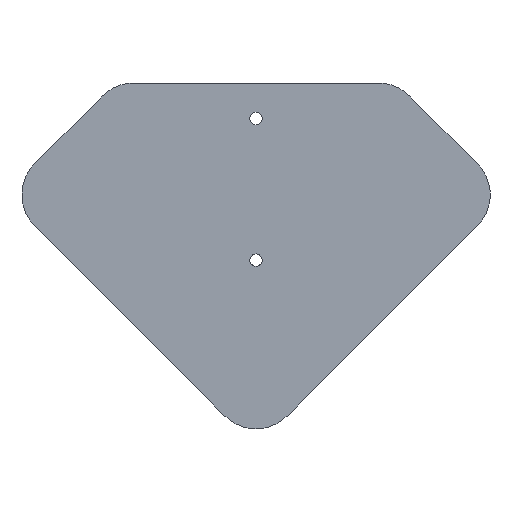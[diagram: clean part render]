
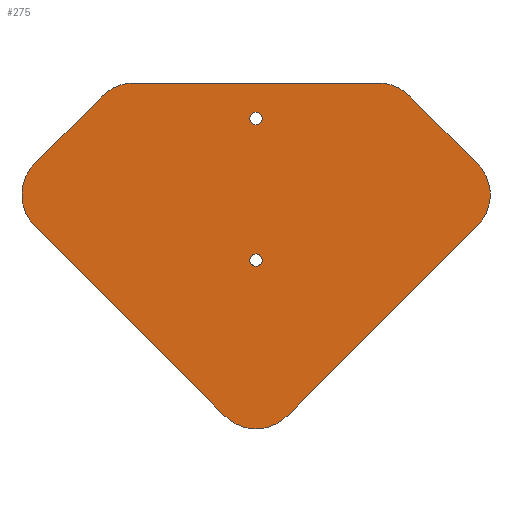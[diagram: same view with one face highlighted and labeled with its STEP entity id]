
A CAD part, front view. The second image highlights one B-rep face of the part: STEP entity #275.
In plain terms, the highlighted planar face has unit normal (0, -1, 0).
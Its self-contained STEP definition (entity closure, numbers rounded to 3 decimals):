
#26 = CARTESIAN_POINT ( 'NONE',  ( -64.01, 0., -64.01 ) ) ;
#275 = ADVANCED_FACE ( 'NONE', ( #2187, #4531, #5954 ), #2895, .T. ) ;
#288 = ORIENTED_EDGE ( 'NONE', *, *, #5852, .F. ) ;
#409 = EDGE_LOOP ( 'NONE', ( #2425, #5145, #4786, #6243, #421, #7082, #8991, #902, #6962, #7177, #1215 ) ) ;
#421 = ORIENTED_EDGE ( 'NONE', *, *, #5117, .F. ) ;
#454 = VERTEX_POINT ( 'NONE', #6302 ) ;
#619 = VERTEX_POINT ( 'NONE', #7213 ) ;
#644 = CARTESIAN_POINT ( 'NONE',  ( 0., 0., -14.18 ) ) ;
#647 = CARTESIAN_POINT ( 'NONE',  ( 0., 0., -121.59 ) ) ;
#703 = EDGE_CURVE ( 'NONE', #2703, #6059, #9163, .T. ) ;
#726 = VERTEX_POINT ( 'NONE', #1320 ) ;
#902 = ORIENTED_EDGE ( 'NONE', *, *, #9918, .T. ) ;
#1041 = CARTESIAN_POINT ( 'NONE',  ( 0., 0., -9.82 ) ) ;
#1043 = VERTEX_POINT ( 'NONE', #8588 ) ;
#1152 = DIRECTION ( 'NONE',  ( -0.707, 0., -0.707 ) ) ;
#1215 = ORIENTED_EDGE ( 'NONE', *, *, #9548, .F. ) ;
#1320 = CARTESIAN_POINT ( 'NONE',  ( 54.261, 0., -4.023 ) ) ;
#1323 = VERTEX_POINT ( 'NONE', #9178 ) ;
#1419 = DIRECTION ( 'NONE',  ( 0., -1., 0. ) ) ;
#1538 = CARTESIAN_POINT ( 'NONE',  ( 0., 0., -106.066 ) ) ;
#1682 = AXIS2_PLACEMENT_3D ( 'NONE', #3409, #8749, #1744 ) ;
#1744 = DIRECTION ( 'NONE',  ( 0., 0., -1. ) ) ;
#1938 = CARTESIAN_POINT ( 'NONE',  ( -78.152, 0., -49.868 ) ) ;
#1990 = DIRECTION ( 'NONE',  ( 0., -1., 0. ) ) ;
#1994 = EDGE_LOOP ( 'NONE', ( #3578, #288 ) ) ;
#2187 = FACE_BOUND ( 'NONE', #1994, .T. ) ;
#2280 = DIRECTION ( 'NONE',  ( 0., -1., 0. ) ) ;
#2425 = ORIENTED_EDGE ( 'NONE', *, *, #4375, .T. ) ;
#2483 = CIRCLE ( 'NONE', #8592, 15.524 ) ;
#2491 = DIRECTION ( 'NONE',  ( 0., -1., 0. ) ) ;
#2579 = CARTESIAN_POINT ( 'NONE',  ( 78.152, 0., -49.868 ) ) ;
#2585 = CARTESIAN_POINT ( 'NONE',  ( 0., 0., -59.82 ) ) ;
#2615 = LINE ( 'NONE', #9607, #8747 ) ;
#2663 = VECTOR ( 'NONE', #8408, 1000. ) ;
#2703 = VERTEX_POINT ( 'NONE', #1041 ) ;
#2704 = DIRECTION ( 'NONE',  ( 0., 0., -1. ) ) ;
#2822 = AXIS2_PLACEMENT_3D ( 'NONE', #6019, #9848, #2954 ) ;
#2847 = VERTEX_POINT ( 'NONE', #8387 ) ;
#2895 = PLANE ( 'NONE',  #2915 ) ;
#2915 = AXIS2_PLACEMENT_3D ( 'NONE', #9828, #2280, #5249 ) ;
#2949 = AXIS2_PLACEMENT_3D ( 'NONE', #8994, #1990, #2704 ) ;
#2954 = DIRECTION ( 'NONE',  ( 0., 0., -1. ) ) ;
#3376 = CIRCLE ( 'NONE', #8036, 2.18 ) ;
#3409 = CARTESIAN_POINT ( 'NONE',  ( 43.284, 0., -15. ) ) ;
#3480 = DIRECTION ( 'NONE',  ( 0., -1., 0. ) ) ;
#3578 = ORIENTED_EDGE ( 'NONE', *, *, #703, .F. ) ;
#3589 = EDGE_CURVE ( 'NONE', #8516, #619, #9089, .T. ) ;
#3604 = DIRECTION ( 'NONE',  ( 0., -1., 0. ) ) ;
#3627 = AXIS2_PLACEMENT_3D ( 'NONE', #1538, #6221, #9302 ) ;
#3660 = CARTESIAN_POINT ( 'NONE',  ( -43.284, 0., 0.524 ) ) ;
#3751 = CARTESIAN_POINT ( 'NONE',  ( 0., 0., -12. ) ) ;
#3967 = VERTEX_POINT ( 'NONE', #3660 ) ;
#3986 = ORIENTED_EDGE ( 'NONE', *, *, #9184, .F. ) ;
#4110 = DIRECTION ( 'NONE',  ( 0.707, 0., 0.707 ) ) ;
#4234 = CIRCLE ( 'NONE', #8591, 2.18 ) ;
#4375 = EDGE_CURVE ( 'NONE', #1323, #5315, #2483, .T. ) ;
#4403 = DIRECTION ( 'NONE',  ( 0., 0., -1. ) ) ;
#4424 = VERTEX_POINT ( 'NONE', #8375 ) ;
#4531 = FACE_BOUND ( 'NONE', #4868, .T. ) ;
#4585 = LINE ( 'NONE', #7070, #7877 ) ;
#4652 = VERTEX_POINT ( 'NONE', #2579 ) ;
#4786 = ORIENTED_EDGE ( 'NONE', *, *, #5417, .T. ) ;
#4868 = EDGE_LOOP ( 'NONE', ( #3986, #8943 ) ) ;
#5098 = DIRECTION ( 'NONE',  ( 0., 0., -1. ) ) ;
#5117 = EDGE_CURVE ( 'NONE', #4652, #619, #2615, .T. ) ;
#5145 = ORIENTED_EDGE ( 'NONE', *, *, #5605, .F. ) ;
#5159 = DIRECTION ( 'NONE',  ( 0., -1., 0. ) ) ;
#5249 = DIRECTION ( 'NONE',  ( 0., 0., -1. ) ) ;
#5315 = VERTEX_POINT ( 'NONE', #1938 ) ;
#5323 = CARTESIAN_POINT ( 'NONE',  ( 0., 0., 0.524 ) ) ;
#5346 = AXIS2_PLACEMENT_3D ( 'NONE', #9693, #3604, #5098 ) ;
#5417 = EDGE_CURVE ( 'NONE', #2847, #8516, #5850, .T. ) ;
#5509 = VECTOR ( 'NONE', #6244, 1000. ) ;
#5568 = DIRECTION ( 'NONE',  ( 0., 0., -1. ) ) ;
#5605 = EDGE_CURVE ( 'NONE', #2847, #5315, #9233, .T. ) ;
#5850 = CIRCLE ( 'NONE', #5346, 15.524 ) ;
#5852 = EDGE_CURVE ( 'NONE', #6059, #2703, #3376, .T. ) ;
#5954 = FACE_OUTER_BOUND ( 'NONE', #409, .T. ) ;
#5995 = DIRECTION ( 'NONE',  ( 0., 0., -1. ) ) ;
#6019 = CARTESIAN_POINT ( 'NONE',  ( 67.175, 0., -38.891 ) ) ;
#6041 = DIRECTION ( 'NONE',  ( 0., -1., 0. ) ) ;
#6059 = VERTEX_POINT ( 'NONE', #644 ) ;
#6221 = DIRECTION ( 'NONE',  ( 0., -1., 0. ) ) ;
#6243 = ORIENTED_EDGE ( 'NONE', *, *, #3589, .T. ) ;
#6244 = DIRECTION ( 'NONE',  ( -0.707, 0., 0.707 ) ) ;
#6302 = CARTESIAN_POINT ( 'NONE',  ( -54.261, 0., -4.023 ) ) ;
#6369 = CARTESIAN_POINT ( 'NONE',  ( 0., 0., -62. ) ) ;
#6496 = CARTESIAN_POINT ( 'NONE',  ( -25.119, 0., 25.119 ) ) ;
#6668 = EDGE_CURVE ( 'NONE', #726, #4424, #4585, .T. ) ;
#6962 = ORIENTED_EDGE ( 'NONE', *, *, #9367, .F. ) ;
#7052 = LINE ( 'NONE', #5323, #2663 ) ;
#7070 = CARTESIAN_POINT ( 'NONE',  ( 25.119, 0., 25.119 ) ) ;
#7074 = DIRECTION ( 'NONE',  ( 0., 0., -1. ) ) ;
#7082 = ORIENTED_EDGE ( 'NONE', *, *, #9613, .T. ) ;
#7165 = CIRCLE ( 'NONE', #2822, 15.524 ) ;
#7177 = ORIENTED_EDGE ( 'NONE', *, *, #8945, .T. ) ;
#7203 = CARTESIAN_POINT ( 'NONE',  ( 0., 0., -62. ) ) ;
#7213 = CARTESIAN_POINT ( 'NONE',  ( 10.977, 0., -117.043 ) ) ;
#7289 = VERTEX_POINT ( 'NONE', #8505 ) ;
#7411 = AXIS2_PLACEMENT_3D ( 'NONE', #3751, #5159, #4403 ) ;
#7627 = DIRECTION ( 'NONE',  ( 0.707, 0., -0.707 ) ) ;
#7877 = VECTOR ( 'NONE', #7627, 1000. ) ;
#7965 = VECTOR ( 'NONE', #4110, 1000. ) ;
#8004 = DIRECTION ( 'NONE',  ( 0., 0., -1. ) ) ;
#8036 = AXIS2_PLACEMENT_3D ( 'NONE', #8548, #6041, #5568 ) ;
#8112 = VERTEX_POINT ( 'NONE', #2585 ) ;
#8289 = CIRCLE ( 'NONE', #1682, 15.524 ) ;
#8375 = CARTESIAN_POINT ( 'NONE',  ( 78.152, 0., -27.914 ) ) ;
#8387 = CARTESIAN_POINT ( 'NONE',  ( -10.977, 0., -117.043 ) ) ;
#8389 = EDGE_CURVE ( 'NONE', #1043, #8112, #9224, .T. ) ;
#8408 = DIRECTION ( 'NONE',  ( 1., 0., 0. ) ) ;
#8424 = CARTESIAN_POINT ( 'NONE',  ( -67.175, 0., -38.891 ) ) ;
#8505 = CARTESIAN_POINT ( 'NONE',  ( 43.284, 0., 0.524 ) ) ;
#8516 = VERTEX_POINT ( 'NONE', #647 ) ;
#8548 = CARTESIAN_POINT ( 'NONE',  ( 0., 0., -12. ) ) ;
#8588 = CARTESIAN_POINT ( 'NONE',  ( 0., 0., -64.18 ) ) ;
#8591 = AXIS2_PLACEMENT_3D ( 'NONE', #6369, #2491, #7074 ) ;
#8592 = AXIS2_PLACEMENT_3D ( 'NONE', #8424, #1419, #5995 ) ;
#8747 = VECTOR ( 'NONE', #1152, 1000. ) ;
#8749 = DIRECTION ( 'NONE',  ( 0., -1., 0. ) ) ;
#8943 = ORIENTED_EDGE ( 'NONE', *, *, #8389, .F. ) ;
#8945 = EDGE_CURVE ( 'NONE', #3967, #454, #9557, .T. ) ;
#8991 = ORIENTED_EDGE ( 'NONE', *, *, #6668, .F. ) ;
#8994 = CARTESIAN_POINT ( 'NONE',  ( -43.284, 0., -15. ) ) ;
#9056 = AXIS2_PLACEMENT_3D ( 'NONE', #7203, #3480, #8004 ) ;
#9089 = CIRCLE ( 'NONE', #3627, 15.524 ) ;
#9163 = CIRCLE ( 'NONE', #7411, 2.18 ) ;
#9178 = CARTESIAN_POINT ( 'NONE',  ( -78.152, 0., -27.914 ) ) ;
#9184 = EDGE_CURVE ( 'NONE', #8112, #1043, #4234, .T. ) ;
#9224 = CIRCLE ( 'NONE', #9056, 2.18 ) ;
#9233 = LINE ( 'NONE', #26, #5509 ) ;
#9302 = DIRECTION ( 'NONE',  ( 0., 0., -1. ) ) ;
#9367 = EDGE_CURVE ( 'NONE', #3967, #7289, #7052, .T. ) ;
#9418 = LINE ( 'NONE', #6496, #7965 ) ;
#9548 = EDGE_CURVE ( 'NONE', #1323, #454, #9418, .T. ) ;
#9557 = CIRCLE ( 'NONE', #2949, 15.524 ) ;
#9607 = CARTESIAN_POINT ( 'NONE',  ( 64.01, 0., -64.01 ) ) ;
#9613 = EDGE_CURVE ( 'NONE', #4652, #4424, #7165, .T. ) ;
#9693 = CARTESIAN_POINT ( 'NONE',  ( 0., 0., -106.066 ) ) ;
#9828 = CARTESIAN_POINT ( 'NONE',  ( 0., 0., 0. ) ) ;
#9848 = DIRECTION ( 'NONE',  ( 0., -1., 0. ) ) ;
#9918 = EDGE_CURVE ( 'NONE', #726, #7289, #8289, .T. ) ;
